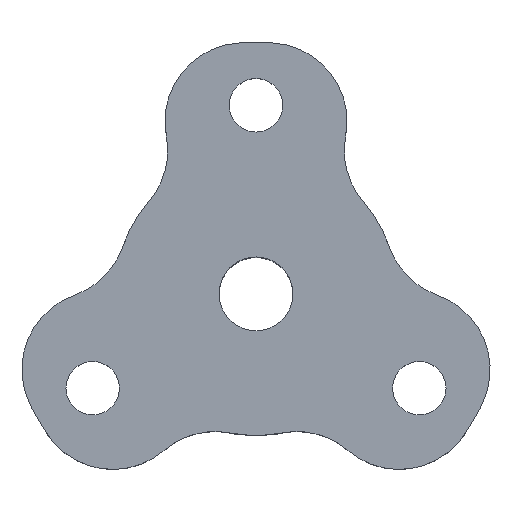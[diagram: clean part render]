
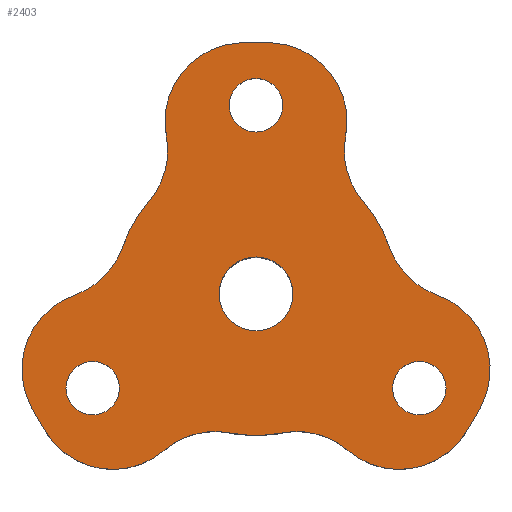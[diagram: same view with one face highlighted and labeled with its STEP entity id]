
A CAD part, top view. The second image highlights one B-rep face of the part: STEP entity #2403.
In plain terms, the highlighted planar face has unit normal (0, 0, 1).
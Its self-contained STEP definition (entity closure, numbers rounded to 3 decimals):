
#23=FACE_BOUND('',#184,.T.);
#24=FACE_BOUND('',#185,.T.);
#25=FACE_BOUND('',#186,.T.);
#26=FACE_BOUND('',#187,.T.);
#32=PLANE('',#2569);
#47=FACE_OUTER_BOUND('',#183,.T.);
#183=EDGE_LOOP('',(#1521,#1522,#1523,#1524,#1525,#1526,#1527,#1528,#1529,
#1530,#1531,#1532,#1533,#1534,#1535,#1536,#1537,#1538));
#184=EDGE_LOOP('',(#1539));
#185=EDGE_LOOP('',(#1540));
#186=EDGE_LOOP('',(#1541));
#187=EDGE_LOOP('',(#1542));
#578=CIRCLE('',#2549,5.);
#589=CIRCLE('',#2562,5.);
#591=CIRCLE('',#2565,5.);
#592=CIRCLE('',#2567,16.);
#594=CIRCLE('',#2570,16.);
#595=CIRCLE('',#2571,5.);
#596=CIRCLE('',#2572,5.);
#597=CIRCLE('',#2573,9.);
#598=CIRCLE('',#2574,5.);
#599=CIRCLE('',#2575,5.);
#600=CIRCLE('',#2576,16.);
#601=CIRCLE('',#2577,5.);
#602=CIRCLE('',#2578,5.);
#603=CIRCLE('',#2579,9.);
#604=CIRCLE('',#2580,5.);
#605=CIRCLE('',#2581,5.);
#606=CIRCLE('',#2582,5.);
#607=CIRCLE('',#2583,9.);
#608=CIRCLE('',#2584,1.7);
#609=CIRCLE('',#2585,1.7);
#610=CIRCLE('',#2586,2.35);
#611=CIRCLE('',#2587,1.7);
#843=VERTEX_POINT('',#3883);
#844=VERTEX_POINT('',#3884);
#855=VERTEX_POINT('',#3910);
#858=VERTEX_POINT('',#3917);
#859=VERTEX_POINT('',#3919);
#860=VERTEX_POINT('',#3923);
#862=VERTEX_POINT('',#3929);
#863=VERTEX_POINT('',#3931);
#864=VERTEX_POINT('',#3933);
#865=VERTEX_POINT('',#3935);
#866=VERTEX_POINT('',#3937);
#867=VERTEX_POINT('',#3939);
#868=VERTEX_POINT('',#3941);
#869=VERTEX_POINT('',#3943);
#870=VERTEX_POINT('',#3945);
#871=VERTEX_POINT('',#3947);
#872=VERTEX_POINT('',#3949);
#873=VERTEX_POINT('',#3952);
#874=VERTEX_POINT('',#3955);
#875=VERTEX_POINT('',#3957);
#876=VERTEX_POINT('',#3959);
#877=VERTEX_POINT('',#3961);
#1102=EDGE_CURVE('',#843,#844,#578,.T.);
#1115=EDGE_CURVE('',#844,#855,#589,.T.);
#1119=EDGE_CURVE('',#858,#859,#591,.T.);
#1121=EDGE_CURVE('',#860,#859,#592,.T.);
#1124=EDGE_CURVE('',#843,#862,#594,.T.);
#1125=EDGE_CURVE('',#863,#862,#595,.T.);
#1126=EDGE_CURVE('',#864,#863,#596,.T.);
#1127=EDGE_CURVE('',#864,#865,#597,.T.);
#1128=EDGE_CURVE('',#866,#865,#598,.T.);
#1129=EDGE_CURVE('',#867,#866,#599,.T.);
#1130=EDGE_CURVE('',#867,#868,#600,.T.);
#1131=EDGE_CURVE('',#869,#868,#601,.T.);
#1132=EDGE_CURVE('',#870,#869,#602,.T.);
#1133=EDGE_CURVE('',#870,#871,#603,.T.);
#1134=EDGE_CURVE('',#872,#871,#604,.T.);
#1135=EDGE_CURVE('',#860,#872,#605,.T.);
#1136=EDGE_CURVE('',#873,#858,#606,.T.);
#1137=EDGE_CURVE('',#873,#855,#607,.T.);
#1138=EDGE_CURVE('',#874,#874,#608,.T.);
#1139=EDGE_CURVE('',#875,#875,#609,.T.);
#1140=EDGE_CURVE('',#876,#876,#610,.T.);
#1141=EDGE_CURVE('',#877,#877,#611,.T.);
#1521=ORIENTED_EDGE('',*,*,#1102,.F.);
#1522=ORIENTED_EDGE('',*,*,#1124,.T.);
#1523=ORIENTED_EDGE('',*,*,#1125,.F.);
#1524=ORIENTED_EDGE('',*,*,#1126,.F.);
#1525=ORIENTED_EDGE('',*,*,#1127,.T.);
#1526=ORIENTED_EDGE('',*,*,#1128,.F.);
#1527=ORIENTED_EDGE('',*,*,#1129,.F.);
#1528=ORIENTED_EDGE('',*,*,#1130,.T.);
#1529=ORIENTED_EDGE('',*,*,#1131,.F.);
#1530=ORIENTED_EDGE('',*,*,#1132,.F.);
#1531=ORIENTED_EDGE('',*,*,#1133,.T.);
#1532=ORIENTED_EDGE('',*,*,#1134,.F.);
#1533=ORIENTED_EDGE('',*,*,#1135,.F.);
#1534=ORIENTED_EDGE('',*,*,#1121,.T.);
#1535=ORIENTED_EDGE('',*,*,#1119,.F.);
#1536=ORIENTED_EDGE('',*,*,#1136,.F.);
#1537=ORIENTED_EDGE('',*,*,#1137,.T.);
#1538=ORIENTED_EDGE('',*,*,#1115,.F.);
#1539=ORIENTED_EDGE('',*,*,#1138,.F.);
#1540=ORIENTED_EDGE('',*,*,#1139,.T.);
#1541=ORIENTED_EDGE('',*,*,#1140,.F.);
#1542=ORIENTED_EDGE('',*,*,#1141,.F.);
#2403=ADVANCED_FACE('',(#47,#23,#24,#25,#26),#32,.F.);
#2549=AXIS2_PLACEMENT_3D('',#3885,#2953,#2954);
#2562=AXIS2_PLACEMENT_3D('',#3911,#2981,#2982);
#2565=AXIS2_PLACEMENT_3D('',#3920,#2989,#2990);
#2567=AXIS2_PLACEMENT_3D('',#3924,#2994,#2995);
#2569=AXIS2_PLACEMENT_3D('',#3928,#2999,#3000);
#2570=AXIS2_PLACEMENT_3D('',#3930,#3001,#3002);
#2571=AXIS2_PLACEMENT_3D('',#3932,#3003,#3004);
#2572=AXIS2_PLACEMENT_3D('',#3934,#3005,#3006);
#2573=AXIS2_PLACEMENT_3D('',#3936,#3007,#3008);
#2574=AXIS2_PLACEMENT_3D('',#3938,#3009,#3010);
#2575=AXIS2_PLACEMENT_3D('',#3940,#3011,#3012);
#2576=AXIS2_PLACEMENT_3D('',#3942,#3013,#3014);
#2577=AXIS2_PLACEMENT_3D('',#3944,#3015,#3016);
#2578=AXIS2_PLACEMENT_3D('',#3946,#3017,#3018);
#2579=AXIS2_PLACEMENT_3D('',#3948,#3019,#3020);
#2580=AXIS2_PLACEMENT_3D('',#3950,#3021,#3022);
#2581=AXIS2_PLACEMENT_3D('',#3951,#3023,#3024);
#2582=AXIS2_PLACEMENT_3D('',#3953,#3025,#3026);
#2583=AXIS2_PLACEMENT_3D('',#3954,#3027,#3028);
#2584=AXIS2_PLACEMENT_3D('',#3956,#3029,#3030);
#2585=AXIS2_PLACEMENT_3D('',#3958,#3031,#3032);
#2586=AXIS2_PLACEMENT_3D('',#3960,#3033,#3034);
#2587=AXIS2_PLACEMENT_3D('',#3962,#3035,#3036);
#2953=DIRECTION('center_axis',(0.,0.,-1.));
#2954=DIRECTION('ref_axis',(0.9,0.437,0.));
#2981=DIRECTION('center_axis',(0.,0.,1.));
#2982=DIRECTION('ref_axis',(0.679,-0.734,0.));
#2989=DIRECTION('center_axis',(0.,0.,-1.));
#2990=DIRECTION('ref_axis',(0.072,-0.997,0.));
#2994=DIRECTION('center_axis',(0.,0.,1.));
#2995=DIRECTION('ref_axis',(1.,0.,0.));
#2999=DIRECTION('center_axis',(0.,0.,-1.));
#3000=DIRECTION('ref_axis',(1.,0.,0.));
#3001=DIRECTION('center_axis',(0.,0.,1.));
#3002=DIRECTION('ref_axis',(1.,0.,0.));
#3003=DIRECTION('center_axis',(0.,0.,-1.));
#3004=DIRECTION('ref_axis',(0.828,0.561,0.));
#3005=DIRECTION('center_axis',(0.,0.,1.));
#3006=DIRECTION('ref_axis',(-0.296,0.955,0.));
#3007=DIRECTION('center_axis',(0.,0.,1.));
#3008=DIRECTION('ref_axis',(0.816,-0.578,0.));
#3009=DIRECTION('center_axis',(0.,0.,1.));
#3010=DIRECTION('ref_axis',(0.296,0.955,0.));
#3011=DIRECTION('center_axis',(0.,0.,-1.));
#3012=DIRECTION('ref_axis',(-0.828,0.561,0.));
#3013=DIRECTION('center_axis',(0.,0.,1.));
#3014=DIRECTION('ref_axis',(1.,0.,0.));
#3015=DIRECTION('center_axis',(0.,0.,-1.));
#3016=DIRECTION('ref_axis',(-0.9,0.437,0.));
#3017=DIRECTION('center_axis',(0.,0.,1.));
#3018=DIRECTION('ref_axis',(-0.679,-0.734,0.));
#3019=DIRECTION('center_axis',(0.,0.,1.));
#3020=DIRECTION('ref_axis',(0.092,0.996,0.));
#3021=DIRECTION('center_axis',(0.,0.,1.));
#3022=DIRECTION('ref_axis',(-0.975,-0.221,0.));
#3023=DIRECTION('center_axis',(0.,0.,-1.));
#3024=DIRECTION('ref_axis',(-0.072,-0.997,0.));
#3025=DIRECTION('center_axis',(0.,0.,1.));
#3026=DIRECTION('ref_axis',(0.975,-0.221,0.));
#3027=DIRECTION('center_axis',(0.,0.,1.));
#3028=DIRECTION('ref_axis',(-0.908,-0.418,0.));
#3029=DIRECTION('center_axis',(0.,0.,1.));
#3030=DIRECTION('ref_axis',(0.5,0.866,0.));
#3031=DIRECTION('center_axis',(0.,0.,-1.));
#3032=DIRECTION('ref_axis',(-1.,0.,0.));
#3033=DIRECTION('center_axis',(0.,0.,1.));
#3034=DIRECTION('ref_axis',(1.,0.,0.));
#3035=DIRECTION('center_axis',(0.,0.,1.));
#3036=DIRECTION('ref_axis',(0.5,-0.866,0.));
#3883=CARTESIAN_POINT('',(-14.395,-6.985,4.825));
#3884=CARTESIAN_POINT('',(-11.554,-0.085,4.825));
#3885=CARTESIAN_POINT('Origin',(-9.897,-4.802,4.825));
#3910=CARTESIAN_POINT('',(-8.493,2.978,4.825));
#3911=CARTESIAN_POINT('Origin',(-13.211,4.633,4.825));
#3917=CARTESIAN_POINT('',(-5.704,10.048,4.825));
#3919=CARTESIAN_POINT('',(-1.149,15.959,4.825));
#3920=CARTESIAN_POINT('Origin',(-0.79,10.972,4.825));
#3923=CARTESIAN_POINT('',(1.149,15.959,4.825));
#3924=CARTESIAN_POINT('Origin',(0.,0.,4.825));
#3928=CARTESIAN_POINT('Origin',(0.,0.,
4.825));
#3929=CARTESIAN_POINT('',(-13.246,-8.974,4.825));
#3930=CARTESIAN_POINT('Origin',(0.,0.,4.825));
#3931=CARTESIAN_POINT('',(-5.85,-9.964,4.825));
#3932=CARTESIAN_POINT('Origin',(-9.107,-6.17,4.825));
#3933=CARTESIAN_POINT('',(-1.667,-8.844,4.825));
#3934=CARTESIAN_POINT('Origin',(-2.594,-13.758,4.825));
#3935=CARTESIAN_POINT('',(1.667,-8.844,4.825));
#3936=CARTESIAN_POINT('Origin',(0.,0.,
4.825));
#3937=CARTESIAN_POINT('',(5.85,-9.964,4.825));
#3938=CARTESIAN_POINT('Origin',(2.594,-13.758,4.825));
#3939=CARTESIAN_POINT('',(13.246,-8.974,4.825));
#3940=CARTESIAN_POINT('Origin',(9.107,-6.17,4.825));
#3941=CARTESIAN_POINT('',(14.395,-6.985,4.825));
#3942=CARTESIAN_POINT('Origin',(0.,0.,4.825));
#3943=CARTESIAN_POINT('',(11.554,-0.085,4.825));
#3944=CARTESIAN_POINT('Origin',(9.897,-4.802,4.825));
#3945=CARTESIAN_POINT('',(8.493,2.978,4.825));
#3946=CARTESIAN_POINT('Origin',(13.211,4.633,4.825));
#3947=CARTESIAN_POINT('',(6.826,5.866,4.825));
#3948=CARTESIAN_POINT('Origin',(0.,0.,
4.825));
#3949=CARTESIAN_POINT('',(5.704,10.048,4.825));
#3950=CARTESIAN_POINT('Origin',(10.618,9.125,4.825));
#3951=CARTESIAN_POINT('Origin',(0.79,10.972,4.825));
#3952=CARTESIAN_POINT('',(-6.826,5.866,4.825));
#3953=CARTESIAN_POINT('Origin',(-10.618,9.125,4.825));
#3954=CARTESIAN_POINT('Origin',(0.,0.,
4.825));
#3955=CARTESIAN_POINT('',(9.542,-7.472,4.825));
#3956=CARTESIAN_POINT('Origin',(10.392,-6.,4.825));
#3957=CARTESIAN_POINT('',(1.7,12.,4.825));
#3958=CARTESIAN_POINT('Origin',(0.,12.,4.825));
#3959=CARTESIAN_POINT('',(-2.35,0.,4.825));
#3960=CARTESIAN_POINT('Origin',(0.,0.,4.825));
#3961=CARTESIAN_POINT('',(-11.242,-4.528,4.825));
#3962=CARTESIAN_POINT('Origin',(-10.392,-6.,4.825));
